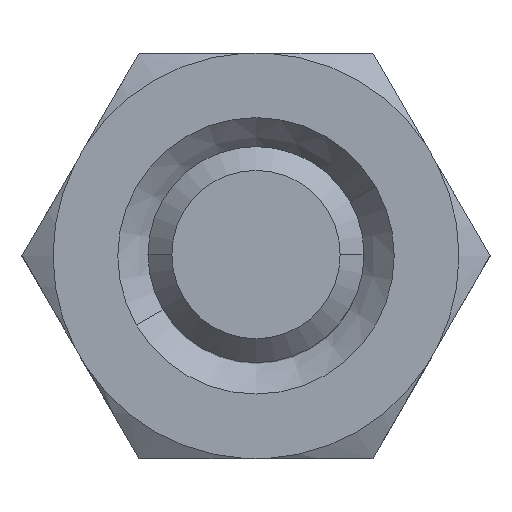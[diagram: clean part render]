
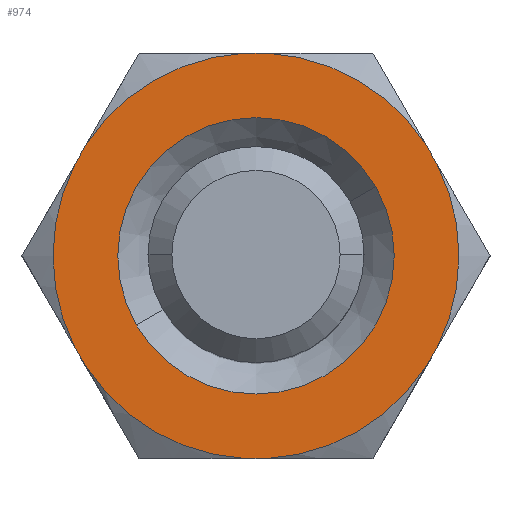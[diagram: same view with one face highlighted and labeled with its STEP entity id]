
A CAD part, top view. The second image highlights one B-rep face of the part: STEP entity #974.
In plain terms, the highlighted face is planar.
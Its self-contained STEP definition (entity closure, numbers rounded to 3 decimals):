
#40 = AXIS2_PLACEMENT_3D ( 'NONE', #481, #984, #1369 ) ;
#59 = ORIENTED_EDGE ( 'NONE', *, *, #714, .T. ) ;
#83 = DIRECTION ( 'NONE',  ( 1., 0., 0. ) ) ;
#117 = DIRECTION ( 'NONE',  ( 0., -1., 0. ) ) ;
#124 = EDGE_CURVE ( 'NONE', #1475, #1322, #284, .T. ) ;
#130 = DIRECTION ( 'NONE',  ( 1., 0., 0. ) ) ;
#136 = CIRCLE ( 'NONE', #1624, 5.788 ) ;
#143 = CARTESIAN_POINT ( 'NONE',  ( -4., -7.585, 3.837 ) ) ;
#161 = ORIENTED_EDGE ( 'NONE', *, *, #1109, .T. ) ;
#197 = DIRECTION ( 'NONE',  ( 0., 0.5, 0.866 ) ) ;
#208 = CARTESIAN_POINT ( 'NONE',  ( -4., 7.115, 4.65 ) ) ;
#213 = CARTESIAN_POINT ( 'NONE',  ( -4., 0., -5.788 ) ) ;
#230 = EDGE_CURVE ( 'NONE', #906, #1528, #323, .T. ) ;
#239 = CARTESIAN_POINT ( 'NONE',  ( -4., 0., 8.487 ) ) ;
#256 = EDGE_CURVE ( 'NONE', #1518, #1528, #1286, .T. ) ;
#284 = LINE ( 'NONE', #1023, #1283 ) ;
#312 = ORIENTED_EDGE ( 'NONE', *, *, #348, .F. ) ;
#323 = LINE ( 'NONE', #819, #1331 ) ;
#325 = VERTEX_POINT ( 'NONE', #860 ) ;
#346 = CARTESIAN_POINT ( 'NONE',  ( -4., -7.35, 4.244 ) ) ;
#348 = EDGE_CURVE ( 'NONE', #507, #325, #883, .T. ) ;
#349 = ORIENTED_EDGE ( 'NONE', *, *, #124, .F. ) ;
#363 = CIRCLE ( 'NONE', #1404, 5.788 ) ;
#395 = ORIENTED_EDGE ( 'NONE', *, *, #1473, .F. ) ;
#410 = CARTESIAN_POINT ( 'NONE',  ( -4., 7.115, -4.65 ) ) ;
#415 = EDGE_CURVE ( 'NONE', #1375, #1070, #1323, .T. ) ;
#466 = DIRECTION ( 'NONE',  ( 0., 0., -1. ) ) ;
#470 = VECTOR ( 'NONE', #1378, 1000. ) ;
#471 = VERTEX_POINT ( 'NONE', #1496 ) ;
#474 = CIRCLE ( 'NONE', #1101, 8.5 ) ;
#481 = CARTESIAN_POINT ( 'NONE',  ( -4., 0., 0. ) ) ;
#487 = EDGE_LOOP ( 'NONE', ( #349, #1578, #543, #849, #395, #1511, #1040, #1454, #791, #161, #312, #1608 ) ) ;
#507 = VERTEX_POINT ( 'NONE', #1503 ) ;
#526 = VECTOR ( 'NONE', #197, 1000. ) ;
#543 = ORIENTED_EDGE ( 'NONE', *, *, #563, .F. ) ;
#563 = EDGE_CURVE ( 'NONE', #854, #1613, #1655, .T. ) ;
#574 = CARTESIAN_POINT ( 'NONE',  ( -4., 7.35, -4.244 ) ) ;
#612 = LINE ( 'NONE', #239, #1313 ) ;
#636 = EDGE_LOOP ( 'NONE', ( #882, #59 ) ) ;
#668 = AXIS2_PLACEMENT_3D ( 'NONE', #1370, #130, #1240 ) ;
#671 = DIRECTION ( 'NONE',  ( -1., 0., 0. ) ) ;
#677 = EDGE_CURVE ( 'NONE', #1475, #1613, #838, .T. ) ;
#683 = DIRECTION ( 'NONE',  ( 0., 0., -1. ) ) ;
#707 = DIRECTION ( 'NONE',  ( 0., -0.5, 0.866 ) ) ;
#714 = EDGE_CURVE ( 'NONE', #1274, #471, #363, .T. ) ;
#719 = AXIS2_PLACEMENT_3D ( 'NONE', #820, #728, #1362 ) ;
#728 = DIRECTION ( 'NONE',  ( -1., 0., 0. ) ) ;
#760 = PLANE ( 'NONE',  #668 ) ;
#791 = ORIENTED_EDGE ( 'NONE', *, *, #415, .F. ) ;
#809 = AXIS2_PLACEMENT_3D ( 'NONE', #1353, #812, #1188 ) ;
#812 = DIRECTION ( 'NONE',  ( -1., 0., 0. ) ) ;
#819 = CARTESIAN_POINT ( 'NONE',  ( -4., 7.35, 4.244 ) ) ;
#820 = CARTESIAN_POINT ( 'NONE',  ( -4., 0., 0. ) ) ;
#838 = CIRCLE ( 'NONE', #1131, 8.5 ) ;
#849 = ORIENTED_EDGE ( 'NONE', *, *, #1392, .T. ) ;
#854 = VERTEX_POINT ( 'NONE', #1606 ) ;
#860 = CARTESIAN_POINT ( 'NONE',  ( -4., 0.469, -8.487 ) ) ;
#867 = CARTESIAN_POINT ( 'NONE',  ( -4., 0., 0. ) ) ;
#882 = ORIENTED_EDGE ( 'NONE', *, *, #1142, .T. ) ;
#883 = LINE ( 'NONE', #1361, #1517 ) ;
#884 = FACE_BOUND ( 'NONE', #636, .T. ) ;
#906 = VERTEX_POINT ( 'NONE', #1499 ) ;
#945 = EDGE_CURVE ( 'NONE', #906, #1070, #1439, .T. ) ;
#974 = ADVANCED_FACE ( 'NONE', ( #884, #1388 ), #760, .F. ) ;
#979 = CIRCLE ( 'NONE', #1407, 8.5 ) ;
#982 = DIRECTION ( 'NONE',  ( 0., 0., 1. ) ) ;
#984 = DIRECTION ( 'NONE',  ( -1., 0., 0. ) ) ;
#1023 = CARTESIAN_POINT ( 'NONE',  ( -4., -7.35, -4.244 ) ) ;
#1040 = ORIENTED_EDGE ( 'NONE', *, *, #230, .F. ) ;
#1044 = DIRECTION ( 'NONE',  ( 1., 0., 0. ) ) ;
#1063 = CARTESIAN_POINT ( 'NONE',  ( -4., 0., 0. ) ) ;
#1070 = VERTEX_POINT ( 'NONE', #1435 ) ;
#1071 = CARTESIAN_POINT ( 'NONE',  ( -4., 0., 0. ) ) ;
#1078 = DIRECTION ( 'NONE',  ( 0., 0., 1. ) ) ;
#1101 = AXIS2_PLACEMENT_3D ( 'NONE', #1395, #671, #1431 ) ;
#1109 = EDGE_CURVE ( 'NONE', #1375, #325, #979, .T. ) ;
#1131 = AXIS2_PLACEMENT_3D ( 'NONE', #867, #1642, #982 ) ;
#1142 = EDGE_CURVE ( 'NONE', #471, #1274, #136, .T. ) ;
#1166 = DIRECTION ( 'NONE',  ( 0., 0.5, -0.866 ) ) ;
#1181 = VERTEX_POINT ( 'NONE', #1308 ) ;
#1188 = DIRECTION ( 'NONE',  ( 0., 0., 1. ) ) ;
#1218 = CARTESIAN_POINT ( 'NONE',  ( -4., 0., 0. ) ) ;
#1219 = CARTESIAN_POINT ( 'NONE',  ( -4., -7.585, -3.837 ) ) ;
#1229 = CARTESIAN_POINT ( 'NONE',  ( -4., -7.115, -4.65 ) ) ;
#1240 = DIRECTION ( 'NONE',  ( 0., 0., -1. ) ) ;
#1274 = VERTEX_POINT ( 'NONE', #213 ) ;
#1283 = VECTOR ( 'NONE', #1166, 1000. ) ;
#1286 = CIRCLE ( 'NONE', #809, 8.5 ) ;
#1308 = CARTESIAN_POINT ( 'NONE',  ( -4., -0.469, 8.487 ) ) ;
#1312 = DIRECTION ( 'NONE',  ( -1., 0., 0. ) ) ;
#1313 = VECTOR ( 'NONE', #117, 1000. ) ;
#1322 = VERTEX_POINT ( 'NONE', #1229 ) ;
#1323 = LINE ( 'NONE', #574, #526 ) ;
#1331 = VECTOR ( 'NONE', #707, 1000. ) ;
#1349 = EDGE_CURVE ( 'NONE', #507, #1322, #1522, .T. ) ;
#1353 = CARTESIAN_POINT ( 'NONE',  ( -4., 0., 0. ) ) ;
#1361 = CARTESIAN_POINT ( 'NONE',  ( -4., 0., -8.487 ) ) ;
#1362 = DIRECTION ( 'NONE',  ( 0., 0., 1. ) ) ;
#1369 = DIRECTION ( 'NONE',  ( 0., 0., 1. ) ) ;
#1370 = CARTESIAN_POINT ( 'NONE',  ( -4., 0., 0. ) ) ;
#1375 = VERTEX_POINT ( 'NONE', #410 ) ;
#1378 = DIRECTION ( 'NONE',  ( 0., -0.5, -0.866 ) ) ;
#1388 = FACE_OUTER_BOUND ( 'NONE', #487, .T. ) ;
#1392 = EDGE_CURVE ( 'NONE', #854, #1181, #474, .T. ) ;
#1395 = CARTESIAN_POINT ( 'NONE',  ( -4., 0., 0. ) ) ;
#1404 = AXIS2_PLACEMENT_3D ( 'NONE', #1218, #83, #466 ) ;
#1407 = AXIS2_PLACEMENT_3D ( 'NONE', #1071, #1312, #1078 ) ;
#1431 = DIRECTION ( 'NONE',  ( 0., 0., 1. ) ) ;
#1435 = CARTESIAN_POINT ( 'NONE',  ( -4., 7.585, -3.837 ) ) ;
#1439 = CIRCLE ( 'NONE', #719, 8.5 ) ;
#1454 = ORIENTED_EDGE ( 'NONE', *, *, #945, .T. ) ;
#1473 = EDGE_CURVE ( 'NONE', #1518, #1181, #612, .T. ) ;
#1475 = VERTEX_POINT ( 'NONE', #1219 ) ;
#1496 = CARTESIAN_POINT ( 'NONE',  ( -4., 0., 5.788 ) ) ;
#1499 = CARTESIAN_POINT ( 'NONE',  ( -4., 7.585, 3.837 ) ) ;
#1503 = CARTESIAN_POINT ( 'NONE',  ( -4., -0.469, -8.487 ) ) ;
#1511 = ORIENTED_EDGE ( 'NONE', *, *, #256, .T. ) ;
#1517 = VECTOR ( 'NONE', #1636, 1000. ) ;
#1518 = VERTEX_POINT ( 'NONE', #1643 ) ;
#1522 = CIRCLE ( 'NONE', #40, 8.5 ) ;
#1528 = VERTEX_POINT ( 'NONE', #208 ) ;
#1578 = ORIENTED_EDGE ( 'NONE', *, *, #677, .T. ) ;
#1606 = CARTESIAN_POINT ( 'NONE',  ( -4., -7.115, 4.65 ) ) ;
#1608 = ORIENTED_EDGE ( 'NONE', *, *, #1349, .T. ) ;
#1613 = VERTEX_POINT ( 'NONE', #143 ) ;
#1624 = AXIS2_PLACEMENT_3D ( 'NONE', #1063, #1044, #683 ) ;
#1636 = DIRECTION ( 'NONE',  ( 0., 1., 0. ) ) ;
#1642 = DIRECTION ( 'NONE',  ( -1., 0., 0. ) ) ;
#1643 = CARTESIAN_POINT ( 'NONE',  ( -4., 0.469, 8.487 ) ) ;
#1655 = LINE ( 'NONE', #346, #470 ) ;
